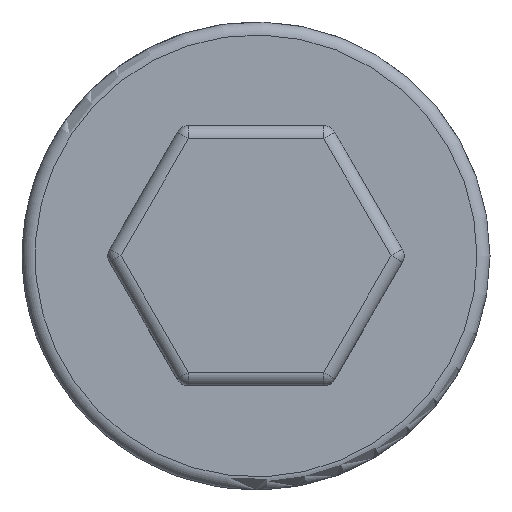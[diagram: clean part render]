
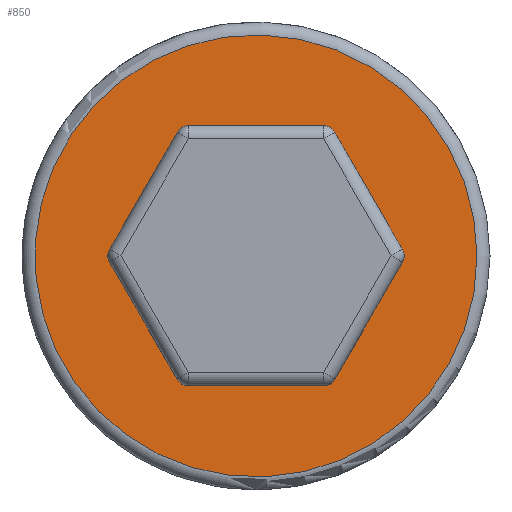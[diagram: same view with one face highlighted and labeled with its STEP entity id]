
A CAD part, top view. The second image highlights one B-rep face of the part: STEP entity #850.
In plain terms, the highlighted planar face has unit normal (0, 0, 1).
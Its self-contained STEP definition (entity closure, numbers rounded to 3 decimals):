
#156=CARTESIAN_POINT('',(-3.031,-4.75,1.5));
#157=VERTEX_POINT('',#156);
#158=CARTESIAN_POINT('',(-2.598,-5.,1.5));
#159=VERTEX_POINT('',#158);
#160=CARTESIAN_POINT('',(-2.598,-4.5,1.5));
#161=DIRECTION('',(-0.866,-0.5,0.));
#162=DIRECTION('',(0.,0.,1.));
#163=AXIS2_PLACEMENT_3D('',#160,#162,#161);
#164=CIRCLE('',#163,0.5);
#165=EDGE_CURVE('',#157,#159,#164,.T.);
#223=CARTESIAN_POINT('',(2.598,-5.,1.5));
#224=VERTEX_POINT('',#223);
#225=CARTESIAN_POINT('',(3.031,-4.75,1.5));
#226=VERTEX_POINT('',#225);
#227=CARTESIAN_POINT('',(2.598,-4.5,1.5));
#228=DIRECTION('',(0.,-1.,0.));
#229=DIRECTION('',(0.,0.,1.));
#230=AXIS2_PLACEMENT_3D('',#227,#229,#228);
#231=CIRCLE('',#230,0.5);
#232=EDGE_CURVE('',#224,#226,#231,.T.);
#290=CARTESIAN_POINT('',(-5.629,0.25,1.5));
#291=VERTEX_POINT('',#290);
#292=CARTESIAN_POINT('',(-5.629,-0.25,1.5));
#293=VERTEX_POINT('',#292);
#294=CARTESIAN_POINT('',(-5.196,0.,1.5));
#295=DIRECTION('',(-0.866,0.5,0.));
#296=DIRECTION('',(0.,0.,1.));
#297=AXIS2_PLACEMENT_3D('',#294,#296,#295);
#298=CIRCLE('',#297,0.5);
#299=EDGE_CURVE('',#291,#293,#298,.T.);
#379=CARTESIAN_POINT('',(5.629,-0.25,1.5));
#380=VERTEX_POINT('',#379);
#381=CARTESIAN_POINT('',(5.629,0.25,1.5));
#382=VERTEX_POINT('',#381);
#383=CARTESIAN_POINT('',(5.196,0.,1.5));
#384=DIRECTION('',(0.866,-0.5,0.));
#385=DIRECTION('',(0.,0.,1.));
#386=AXIS2_PLACEMENT_3D('',#383,#385,#384);
#387=CIRCLE('',#386,0.5);
#388=EDGE_CURVE('',#380,#382,#387,.T.);
#446=CARTESIAN_POINT('',(-2.598,5.,1.5));
#447=VERTEX_POINT('',#446);
#448=CARTESIAN_POINT('',(-3.031,4.75,1.5));
#449=VERTEX_POINT('',#448);
#450=CARTESIAN_POINT('',(-2.598,4.5,1.5));
#451=DIRECTION('',(0.,1.,0.));
#452=DIRECTION('',(0.,0.,1.));
#453=AXIS2_PLACEMENT_3D('',#450,#452,#451);
#454=CIRCLE('',#453,0.5);
#455=EDGE_CURVE('',#447,#449,#454,.T.);
#535=CARTESIAN_POINT('',(3.031,4.75,1.5));
#536=VERTEX_POINT('',#535);
#537=CARTESIAN_POINT('',(2.598,5.,1.5));
#538=VERTEX_POINT('',#537);
#539=CARTESIAN_POINT('',(2.598,4.5,1.5));
#540=DIRECTION('',(0.866,0.5,0.));
#541=DIRECTION('',(0.,0.,1.));
#542=AXIS2_PLACEMENT_3D('',#539,#541,#540);
#543=CIRCLE('',#542,0.5);
#544=EDGE_CURVE('',#536,#538,#543,.T.);
#658=CARTESIAN_POINT('',(-5.629,-0.25,1.5));
#659=DIRECTION('',(0.5,-0.866,0.));
#660=VECTOR('',#659,5.196);
#661=LINE('',#658,#660);
#662=EDGE_CURVE('',#293,#157,#661,.T.);
#675=CARTESIAN_POINT('',(-3.031,4.75,1.5));
#676=DIRECTION('',(-0.5,-0.866,0.));
#677=VECTOR('',#676,5.196);
#678=LINE('',#675,#677);
#679=EDGE_CURVE('',#449,#291,#678,.T.);
#692=CARTESIAN_POINT('',(2.598,5.,1.5));
#693=DIRECTION('',(-1.,0.,0.));
#694=VECTOR('',#693,5.196);
#695=LINE('',#692,#694);
#696=EDGE_CURVE('',#538,#447,#695,.T.);
#731=CARTESIAN_POINT('',(-2.627,8.084,1.5));
#732=VERTEX_POINT('',#731);
#740=CARTESIAN_POINT('',(8.5,0.,1.5));
#741=VERTEX_POINT('',#740);
#742=CARTESIAN_POINT('',(0.,0.,1.5));
#743=DIRECTION('',(-0.309,0.951,0.));
#744=DIRECTION('',(0.,-0.,-1.));
#745=AXIS2_PLACEMENT_3D('',#742,#744,#743);
#746=CIRCLE('',#745,8.5);
#747=EDGE_CURVE('',#732,#741,#746,.T.);
#749=CARTESIAN_POINT('',(0.,0.,1.5));
#750=DIRECTION('',(1.,0.,0.));
#751=DIRECTION('',(0.,0.,-1.));
#752=AXIS2_PLACEMENT_3D('',#749,#751,#750);
#753=CIRCLE('',#752,8.5);
#754=EDGE_CURVE('',#741,#732,#753,.T.);
#812=CARTESIAN_POINT('',(0.,0.,1.5));
#813=DIRECTION('',(1.,0.,0.));
#814=DIRECTION('',(0.,0.,1.));
#815=AXIS2_PLACEMENT_3D('',#812,#814,#813);
#816=PLANE('',#815);
#817=ORIENTED_EDGE('',*,*,#747,.F.);
#818=ORIENTED_EDGE('',*,*,#754,.F.);
#819=EDGE_LOOP('',(#817,#818));
#820=FACE_OUTER_BOUND('',#819,.T.);
#821=ORIENTED_EDGE('',*,*,#662,.F.);
#822=ORIENTED_EDGE('',*,*,#299,.F.);
#823=ORIENTED_EDGE('',*,*,#679,.F.);
#824=ORIENTED_EDGE('',*,*,#455,.F.);
#825=ORIENTED_EDGE('',*,*,#696,.F.);
#826=ORIENTED_EDGE('',*,*,#544,.F.);
#827=CARTESIAN_POINT('',(3.031,4.75,1.5));
#828=DIRECTION('',(0.5,-0.866,0.));
#829=VECTOR('',#828,5.196);
#830=LINE('',#827,#829);
#831=EDGE_CURVE('',#536,#382,#830,.T.);
#832=ORIENTED_EDGE('E69',*,*,#831,.T.);
#833=ORIENTED_EDGE('E69',*,*,#388,.F.);
#834=CARTESIAN_POINT('',(5.629,-0.25,1.5));
#835=DIRECTION('',(-0.5,-0.866,0.));
#836=VECTOR('',#835,5.196);
#837=LINE('',#834,#836);
#838=EDGE_CURVE('',#380,#226,#837,.T.);
#839=ORIENTED_EDGE('E70',*,*,#838,.T.);
#840=ORIENTED_EDGE('E70',*,*,#232,.F.);
#841=CARTESIAN_POINT('',(2.598,-5.,1.5));
#842=DIRECTION('',(-1.,0.,0.));
#843=VECTOR('',#842,5.196);
#844=LINE('',#841,#843);
#845=EDGE_CURVE('',#224,#159,#844,.T.);
#846=ORIENTED_EDGE('E71',*,*,#845,.T.);
#847=ORIENTED_EDGE('E71',*,*,#165,.F.);
#848=EDGE_LOOP('',(#821,#822,#823,#824,#825,#826,#832,#833,#839,#840,#846,#847));
#849=FACE_BOUND('',#848,.T.);
#850=ADVANCED_FACE('F28',(#820,#849),#816,.T.);
